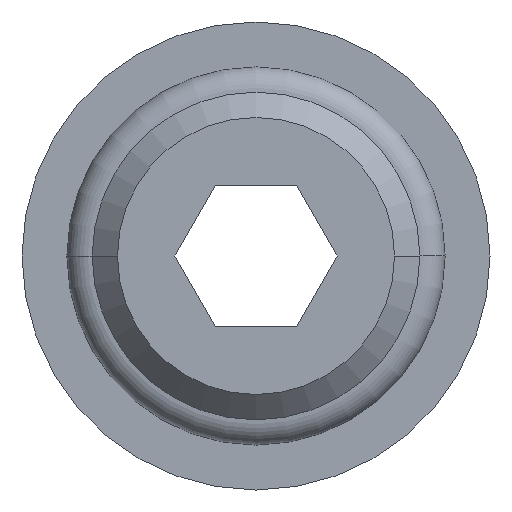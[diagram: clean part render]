
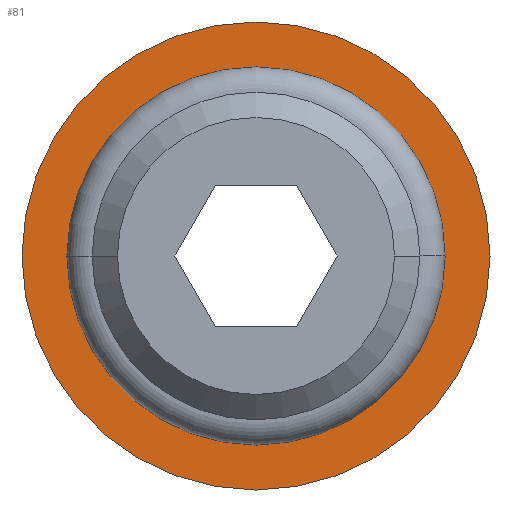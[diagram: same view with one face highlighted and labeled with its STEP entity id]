
A CAD part, front view. The second image highlights one B-rep face of the part: STEP entity #81.
In plain terms, the highlighted planar face has unit normal (0, -1, 0).
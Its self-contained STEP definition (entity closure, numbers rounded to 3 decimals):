
#81=ADVANCED_FACE('',(#159,#160),#161,.T.);
#159=FACE_BOUND('',#240,.T.);
#160=FACE_OUTER_BOUND('',#241,.T.);
#161=PLANE('',#242);
#240=EDGE_LOOP('',(#505,#506));
#241=EDGE_LOOP('',(#507,#508));
#242=AXIS2_PLACEMENT_3D('',#509,#510,#511);
#505=ORIENTED_EDGE('',*,*,#558,.T.);
#506=ORIENTED_EDGE('',*,*,#583,.T.);
#507=ORIENTED_EDGE('',*,*,#599,.T.);
#508=ORIENTED_EDGE('',*,*,#520,.T.);
#509=CARTESIAN_POINT('',(0.0,0.0,0.0));
#510=DIRECTION('',(0.0,-1.0,0.0));
#511=DIRECTION('',(-1.0,0.0,0.0));
#520=EDGE_CURVE('',#603,#600,#604,.T.);
#558=EDGE_CURVE('',#669,#671,#673,.T.);
#583=EDGE_CURVE('',#671,#669,#714,.T.);
#599=EDGE_CURVE('',#600,#603,#731,.T.);
#600=VERTEX_POINT('',#732);
#603=VERTEX_POINT('',#736);
#604=CIRCLE('',#737,5.0);
#669=VERTEX_POINT('',#819);
#671=VERTEX_POINT('',#821);
#673=CIRCLE('',#823,4.041);
#714=CIRCLE('',#884,4.041);
#731=CIRCLE('',#901,5.0);
#732=CARTESIAN_POINT('',(5.0,0.0,0.0));
#736=CARTESIAN_POINT('',(-5.0,0.0,0.));
#737=AXIS2_PLACEMENT_3D('',#903,#904,#905);
#819=CARTESIAN_POINT('',(4.041,0.0,0.));
#821=CARTESIAN_POINT('',(-4.041,0.0,0.));
#823=AXIS2_PLACEMENT_3D('',#983,#984,#985);
#884=AXIS2_PLACEMENT_3D('',#1018,#1019,#1020);
#901=AXIS2_PLACEMENT_3D('',#1066,#1067,#1068);
#903=CARTESIAN_POINT('',(0.0,0.0,0.0));
#904=DIRECTION('',(0.0,-1.0,0.0));
#905=DIRECTION('',(1.0,0.0,0.0));
#983=CARTESIAN_POINT('',(0.0,0.0,0.0));
#984=DIRECTION('',(0.0,1.0,0.0));
#985=DIRECTION('',(-1.0,0.0,0.0));
#1018=CARTESIAN_POINT('',(0.0,0.0,0.0));
#1019=DIRECTION('',(0.0,1.0,0.0));
#1020=DIRECTION('',(-1.0,0.0,0.0));
#1066=CARTESIAN_POINT('',(0.0,0.0,0.0));
#1067=DIRECTION('',(0.0,-1.0,0.0));
#1068=DIRECTION('',(1.0,0.0,0.0));
